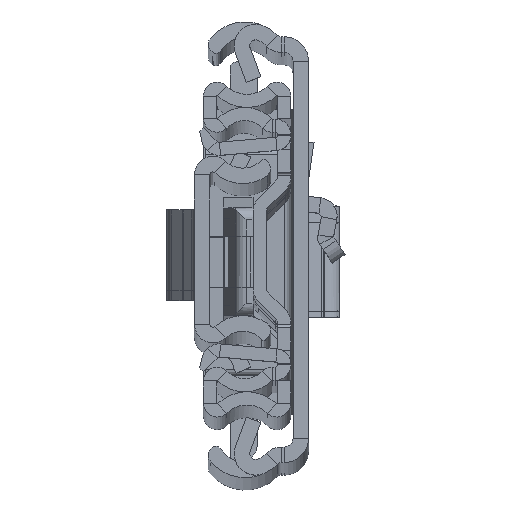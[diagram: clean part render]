
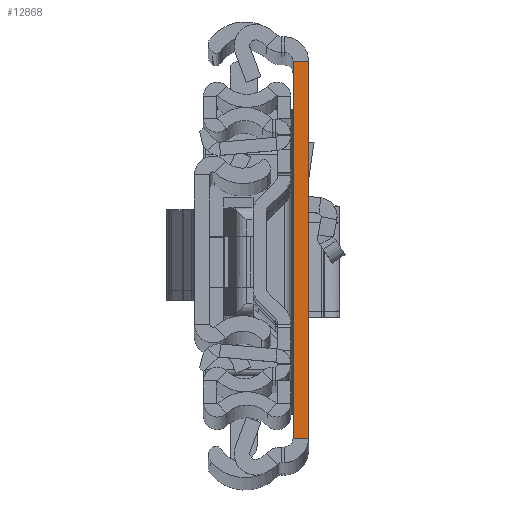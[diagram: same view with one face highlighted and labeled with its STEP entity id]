
A CAD part, top view. The second image highlights one B-rep face of the part: STEP entity #12868.
In plain terms, the highlighted planar face has unit normal (0, 0, 1).
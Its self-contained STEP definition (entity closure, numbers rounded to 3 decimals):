
#25 = VECTOR ( 'NONE', #18502, 1000. ) ;
#220 = LINE ( 'NONE', #17781, #3194 ) ;
#834 = VERTEX_POINT ( 'NONE', #13600 ) ;
#1239 = CARTESIAN_POINT ( 'NONE',  ( 0., -31.5, 0. ) ) ;
#1437 = EDGE_CURVE ( 'NONE', #4752, #834, #13166, .T. ) ;
#1904 = VERTEX_POINT ( 'NONE', #4227 ) ;
#2298 = FACE_OUTER_BOUND ( 'NONE', #5181, .T. ) ;
#3194 = VECTOR ( 'NONE', #4256, 1000. ) ;
#4150 = ORIENTED_EDGE ( 'NONE', *, *, #14935, .T. ) ;
#4227 = CARTESIAN_POINT ( 'NONE',  ( 2.6, -31.5, 0. ) ) ;
#4256 = DIRECTION ( 'NONE',  ( 0., 1., 0. ) ) ;
#4563 = VECTOR ( 'NONE', #13529, 1000. ) ;
#4752 = VERTEX_POINT ( 'NONE', #18175 ) ;
#5181 = EDGE_LOOP ( 'NONE', ( #15104, #12387, #7281, #4150 ) ) ;
#6031 = DIRECTION ( 'NONE',  ( 0., 1., 0. ) ) ;
#6648 = LINE ( 'NONE', #9696, #25 ) ;
#7281 = ORIENTED_EDGE ( 'NONE', *, *, #7354, .T. ) ;
#7315 = CARTESIAN_POINT ( 'NONE',  ( 2.6, -31.5, 0. ) ) ;
#7354 = EDGE_CURVE ( 'NONE', #4752, #1904, #11965, .T. ) ;
#8304 = PLANE ( 'NONE',  #9113 ) ;
#9113 = AXIS2_PLACEMENT_3D ( 'NONE', #14304, #14806, #6031 ) ;
#9696 = CARTESIAN_POINT ( 'NONE',  ( 2.6, 31.5, 0. ) ) ;
#11494 = DIRECTION ( 'NONE',  ( 0., 1., 0. ) ) ;
#11928 = VECTOR ( 'NONE', #11494, 1000. ) ;
#11965 = LINE ( 'NONE', #7315, #4563 ) ;
#12387 = ORIENTED_EDGE ( 'NONE', *, *, #1437, .F. ) ;
#12868 = ADVANCED_FACE ( 'NONE', ( #2298 ), #8304, .F. ) ;
#13166 = LINE ( 'NONE', #1239, #11928 ) ;
#13529 = DIRECTION ( 'NONE',  ( 1., 0., 0. ) ) ;
#13600 = CARTESIAN_POINT ( 'NONE',  ( 0., 31.5, 0. ) ) ;
#14304 = CARTESIAN_POINT ( 'NONE',  ( 2.6, -31.5, 0. ) ) ;
#14635 = EDGE_CURVE ( 'NONE', #834, #15398, #6648, .T. ) ;
#14806 = DIRECTION ( 'NONE',  ( 0., 0., -1. ) ) ;
#14935 = EDGE_CURVE ( 'NONE', #1904, #15398, #220, .T. ) ;
#15104 = ORIENTED_EDGE ( 'NONE', *, *, #14635, .F. ) ;
#15398 = VERTEX_POINT ( 'NONE', #15482 ) ;
#15482 = CARTESIAN_POINT ( 'NONE',  ( 2.6, 31.5, 0. ) ) ;
#17781 = CARTESIAN_POINT ( 'NONE',  ( 2.6, -31.5, 0. ) ) ;
#18175 = CARTESIAN_POINT ( 'NONE',  ( 0., -31.5, 0. ) ) ;
#18502 = DIRECTION ( 'NONE',  ( 1., 0., 0. ) ) ;
